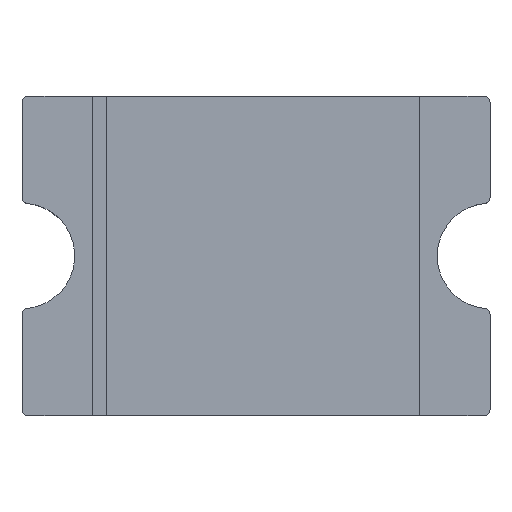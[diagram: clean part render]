
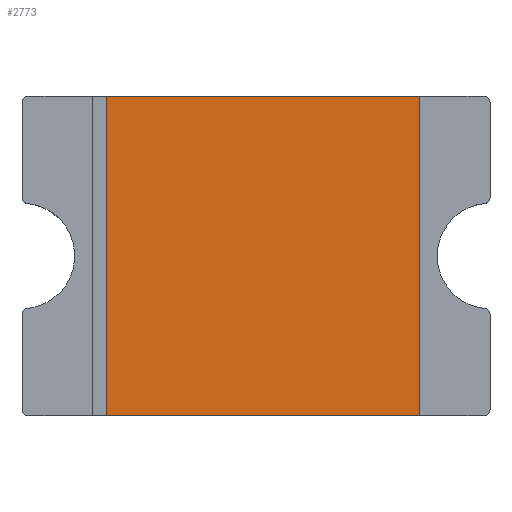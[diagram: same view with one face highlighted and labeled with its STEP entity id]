
A CAD part, top view. The second image highlights one B-rep face of the part: STEP entity #2773.
In plain terms, the highlighted planar face has unit normal (0, 0, 1).
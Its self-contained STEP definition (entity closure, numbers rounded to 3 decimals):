
#419 = PLANE('',#420);
#420 = AXIS2_PLACEMENT_3D('',#421,#422,#423);
#421 = CARTESIAN_POINT('',(-3.99,0.,0.8));
#422 = DIRECTION('',(0.,0.,1.));
#423 = DIRECTION('',(1.,0.,0.));
#1675 = PLANE('',#1676);
#1676 = AXIS2_PLACEMENT_3D('',#1677,#1678,#1679);
#1677 = CARTESIAN_POINT('',(-3.99,2.72,0.8));
#1678 = DIRECTION('',(0.,-1.,0.));
#1679 = DIRECTION('',(0.,0.,-1.));
#1957 = VERTEX_POINT('',#1958);
#1958 = CARTESIAN_POINT('',(-2.55,2.72,0.8));
#1972 = PLANE('',#1973);
#1973 = AXIS2_PLACEMENT_3D('',#1974,#1975,#1976);
#1974 = CARTESIAN_POINT('',(-3.99,0.,0.8));
#1975 = DIRECTION('',(0.,0.,1.));
#1976 = DIRECTION('',(1.,0.,0.));
#1984 = EDGE_CURVE('',#1985,#1957,#1987,.T.);
#1985 = VERTEX_POINT('',#1986);
#1986 = CARTESIAN_POINT('',(2.79,2.72,0.8));
#1987 = SURFACE_CURVE('',#1988,(#1992,#1999),.PCURVE_S1.);
#1988 = LINE('',#1989,#1990);
#1989 = CARTESIAN_POINT('',(-3.99,2.72,0.8));
#1990 = VECTOR('',#1991,1.);
#1991 = DIRECTION('',(-1.,0.,0.));
#1992 = PCURVE('',#1675,#1993);
#1993 = DEFINITIONAL_REPRESENTATION('',(#1994),#1998);
#1994 = LINE('',#1995,#1996);
#1995 = CARTESIAN_POINT('',(0.,0.));
#1996 = VECTOR('',#1997,1.);
#1997 = DIRECTION('',(0.,-1.));
#1998 = ( GEOMETRIC_REPRESENTATION_CONTEXT(2) 
PARAMETRIC_REPRESENTATION_CONTEXT() REPRESENTATION_CONTEXT('2D SPACE',''
  ) );
#1999 = PCURVE('',#2000,#2005);
#2000 = PLANE('',#2001);
#2001 = AXIS2_PLACEMENT_3D('',#2002,#2003,#2004);
#2002 = CARTESIAN_POINT('',(-3.99,0.,0.8));
#2003 = DIRECTION('',(0.,0.,1.));
#2004 = DIRECTION('',(1.,0.,0.));
#2005 = DEFINITIONAL_REPRESENTATION('',(#2006),#2010);
#2006 = LINE('',#2007,#2008);
#2007 = CARTESIAN_POINT('',(0.,2.72));
#2008 = VECTOR('',#2009,1.);
#2009 = DIRECTION('',(-1.,0.));
#2010 = ( GEOMETRIC_REPRESENTATION_CONTEXT(2) 
PARAMETRIC_REPRESENTATION_CONTEXT() REPRESENTATION_CONTEXT('2D SPACE',''
  ) );
#2279 = PLANE('',#2280);
#2280 = AXIS2_PLACEMENT_3D('',#2281,#2282,#2283);
#2281 = CARTESIAN_POINT('',(-3.99,-2.72,0.8));
#2282 = DIRECTION('',(0.,1.,0.));
#2283 = DIRECTION('',(0.,0.,1.));
#2390 = VERTEX_POINT('',#2391);
#2391 = CARTESIAN_POINT('',(2.79,-2.72,0.8));
#2412 = EDGE_CURVE('',#2413,#2390,#2415,.T.);
#2413 = VERTEX_POINT('',#2414);
#2414 = CARTESIAN_POINT('',(-2.55,-2.72,0.8));
#2415 = SURFACE_CURVE('',#2416,(#2420,#2427),.PCURVE_S1.);
#2416 = LINE('',#2417,#2418);
#2417 = CARTESIAN_POINT('',(-3.99,-2.72,0.8));
#2418 = VECTOR('',#2419,1.);
#2419 = DIRECTION('',(1.,0.,0.));
#2420 = PCURVE('',#2279,#2421);
#2421 = DEFINITIONAL_REPRESENTATION('',(#2422),#2426);
#2422 = LINE('',#2423,#2424);
#2423 = CARTESIAN_POINT('',(0.,0.));
#2424 = VECTOR('',#2425,1.);
#2425 = DIRECTION('',(0.,1.));
#2426 = ( GEOMETRIC_REPRESENTATION_CONTEXT(2) 
PARAMETRIC_REPRESENTATION_CONTEXT() REPRESENTATION_CONTEXT('2D SPACE',''
  ) );
#2427 = PCURVE('',#2000,#2428);
#2428 = DEFINITIONAL_REPRESENTATION('',(#2429),#2433);
#2429 = LINE('',#2430,#2431);
#2430 = CARTESIAN_POINT('',(0.,-2.72));
#2431 = VECTOR('',#2432,1.);
#2432 = DIRECTION('',(1.,0.));
#2433 = ( GEOMETRIC_REPRESENTATION_CONTEXT(2) 
PARAMETRIC_REPRESENTATION_CONTEXT() REPRESENTATION_CONTEXT('2D SPACE',''
  ) );
#2773 = ADVANCED_FACE('',(#2774),#2000,.T.);
#2774 = FACE_BOUND('',#2775,.T.);
#2775 = EDGE_LOOP('',(#2776,#2777,#2798,#2799));
#2776 = ORIENTED_EDGE('',*,*,#2412,.T.);
#2777 = ORIENTED_EDGE('',*,*,#2778,.T.);
#2778 = EDGE_CURVE('',#2390,#1985,#2779,.T.);
#2779 = SURFACE_CURVE('',#2780,(#2784,#2791),.PCURVE_S1.);
#2780 = LINE('',#2781,#2782);
#2781 = CARTESIAN_POINT('',(2.79,0.,0.8));
#2782 = VECTOR('',#2783,1.);
#2783 = DIRECTION('',(0.,1.,0.));
#2784 = PCURVE('',#2000,#2785);
#2785 = DEFINITIONAL_REPRESENTATION('',(#2786),#2790);
#2786 = LINE('',#2787,#2788);
#2787 = CARTESIAN_POINT('',(6.78,0.));
#2788 = VECTOR('',#2789,1.);
#2789 = DIRECTION('',(0.,1.));
#2790 = ( GEOMETRIC_REPRESENTATION_CONTEXT(2) 
PARAMETRIC_REPRESENTATION_CONTEXT() REPRESENTATION_CONTEXT('2D SPACE',''
  ) );
#2791 = PCURVE('',#419,#2792);
#2792 = DEFINITIONAL_REPRESENTATION('',(#2793),#2797);
#2793 = LINE('',#2794,#2795);
#2794 = CARTESIAN_POINT('',(6.78,0.));
#2795 = VECTOR('',#2796,1.);
#2796 = DIRECTION('',(0.,1.));
#2797 = ( GEOMETRIC_REPRESENTATION_CONTEXT(2) 
PARAMETRIC_REPRESENTATION_CONTEXT() REPRESENTATION_CONTEXT('2D SPACE',''
  ) );
#2798 = ORIENTED_EDGE('',*,*,#1984,.T.);
#2799 = ORIENTED_EDGE('',*,*,#2800,.T.);
#2800 = EDGE_CURVE('',#1957,#2413,#2801,.T.);
#2801 = SURFACE_CURVE('',#2802,(#2806,#2813),.PCURVE_S1.);
#2802 = LINE('',#2803,#2804);
#2803 = CARTESIAN_POINT('',(-2.55,0.,0.8));
#2804 = VECTOR('',#2805,1.);
#2805 = DIRECTION('',(0.,-1.,0.));
#2806 = PCURVE('',#2000,#2807);
#2807 = DEFINITIONAL_REPRESENTATION('',(#2808),#2812);
#2808 = LINE('',#2809,#2810);
#2809 = CARTESIAN_POINT('',(1.44,0.));
#2810 = VECTOR('',#2811,1.);
#2811 = DIRECTION('',(0.,-1.));
#2812 = ( GEOMETRIC_REPRESENTATION_CONTEXT(2) 
PARAMETRIC_REPRESENTATION_CONTEXT() REPRESENTATION_CONTEXT('2D SPACE',''
  ) );
#2813 = PCURVE('',#1972,#2814);
#2814 = DEFINITIONAL_REPRESENTATION('',(#2815),#2819);
#2815 = LINE('',#2816,#2817);
#2816 = CARTESIAN_POINT('',(1.44,0.));
#2817 = VECTOR('',#2818,1.);
#2818 = DIRECTION('',(0.,-1.));
#2819 = ( GEOMETRIC_REPRESENTATION_CONTEXT(2) 
PARAMETRIC_REPRESENTATION_CONTEXT() REPRESENTATION_CONTEXT('2D SPACE',''
  ) );
